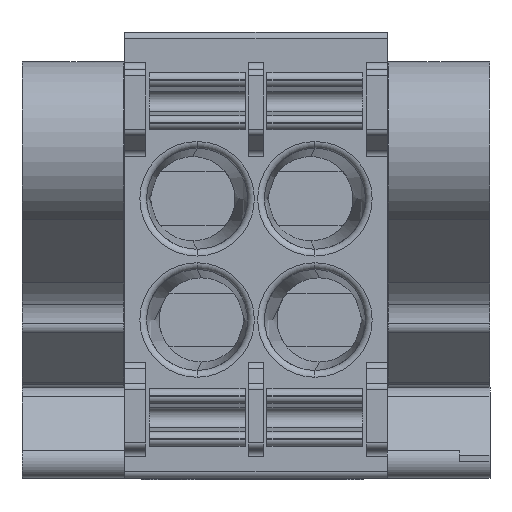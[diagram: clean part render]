
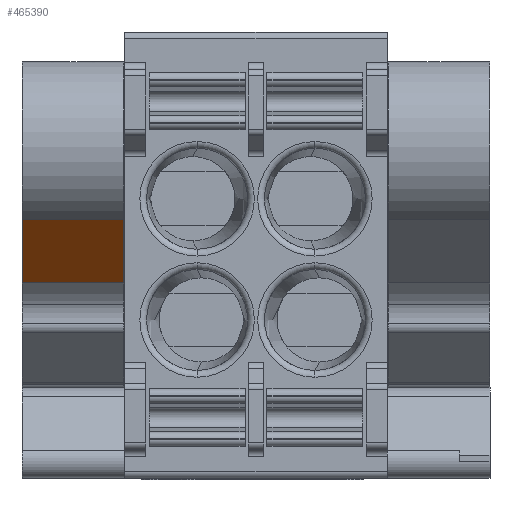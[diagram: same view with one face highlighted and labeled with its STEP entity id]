
A CAD part, front view. The second image highlights one B-rep face of the part: STEP entity #465390.
In plain terms, the highlighted face is planar.
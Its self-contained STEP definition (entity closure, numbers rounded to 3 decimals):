
#456120=CARTESIAN_POINT('',(35.978,51.936,
-4.945));
#456130=VERTEX_POINT('',#456120);
#456160=CARTESIAN_POINT('',(26.671,46.706,
-4.945));
#456170=DIRECTION('',(-0.872,-0.49,
0.));
#456180=VECTOR('',#456170,1.);
#456190=LINE('',#456160,#456180);
#456200=CARTESIAN_POINT('',(39.333,53.821,
-4.945));
#456210=VERTEX_POINT('',#456200);
#456220=EDGE_CURVE('',#456210,#456130,#456190,.T.);
#461100=CARTESIAN_POINT('',(39.333,53.821,
-1.925));
#461110=VERTEX_POINT('',#461100);
#461140=CARTESIAN_POINT('',(26.671,46.706,
-1.925));
#461150=DIRECTION('',(-0.872,-0.49,
0.));
#461160=VECTOR('',#461150,1.);
#461170=LINE('',#461140,#461160);
#461180=CARTESIAN_POINT('',(35.978,51.936,
-1.925));
#461190=VERTEX_POINT('',#461180);
#461200=EDGE_CURVE('',#461110,#461190,#461170,.T.);
#465000=CARTESIAN_POINT('',(35.978,51.936,
-4.835));
#465010=DIRECTION('',(0.,0.,-1.));
#465020=VECTOR('',#465010,1.);
#465030=LINE('',#465000,#465020);
#465040=EDGE_CURVE('',#461190,#456130,#465030,.T.);
#465230=CARTESIAN_POINT('',(37.044,52.535,
-5.235));
#465240=DIRECTION('',(-0.49,0.872,
0.));
#465250=DIRECTION('',(0.872,0.49,
0.));
#465260=AXIS2_PLACEMENT_3D('',#465230,#465240,#465250);
#465270=PLANE('',#465260);
#465280=ORIENTED_EDGE('',*,*,#461200,.T.);
#465290=CARTESIAN_POINT('',(39.333,53.821,
-5.569));
#465300=DIRECTION('',(0.,0.,1.));
#465310=VECTOR('',#465300,1.);
#465320=LINE('',#465290,#465310);
#465330=EDGE_CURVE('',#456210,#461110,#465320,.T.);
#465340=ORIENTED_EDGE('',*,*,#465330,.T.);
#465350=ORIENTED_EDGE('',*,*,#456220,.F.);
#465360=ORIENTED_EDGE('',*,*,#465040,.T.);
#465370=EDGE_LOOP('',(#465360,#465350,#465340,#465280));
#465380=FACE_OUTER_BOUND('',#465370,.T.);
#465390=ADVANCED_FACE('',(#465380),#465270,.F.);
